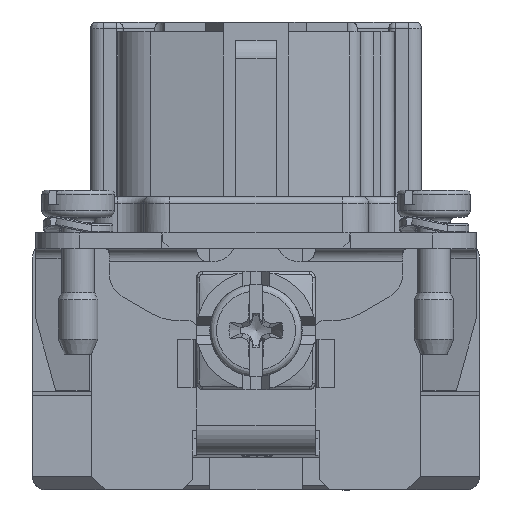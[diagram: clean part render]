
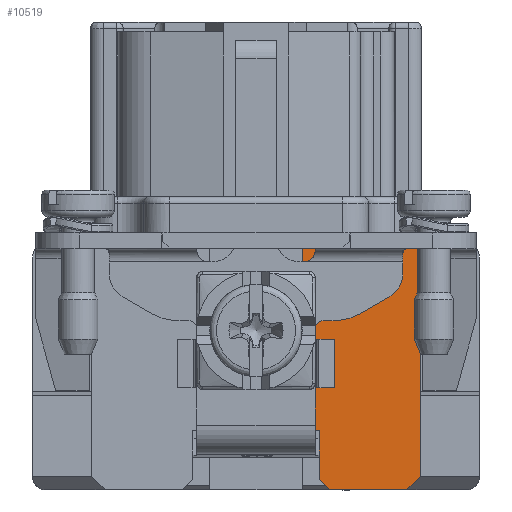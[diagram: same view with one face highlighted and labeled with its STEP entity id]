
A CAD part, left-side view. The second image highlights one B-rep face of the part: STEP entity #10519.
In plain terms, the highlighted planar face has unit normal (-1, 0, 0).
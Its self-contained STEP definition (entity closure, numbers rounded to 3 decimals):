
#4829=FACE_OUTER_BOUND('',#13380,.T.);
#5900=LINE('',#44071,#8109);
#6260=LINE('',#44933,#8469);
#6296=LINE('',#45617,#8505);
#6535=LINE('',#46354,#8744);
#6791=LINE('',#46946,#9000);
#6792=LINE('',#46948,#9001);
#6793=LINE('',#46950,#9002);
#6794=LINE('',#46952,#9003);
#6795=LINE('',#46953,#9004);
#6796=LINE('',#46955,#9005);
#8109=VECTOR('',#33899,1.);
#8469=VECTOR('',#34481,1.);
#8505=VECTOR('',#34589,1.);
#8744=VECTOR('',#35172,1.);
#9000=VECTOR('',#35682,1.);
#9001=VECTOR('',#35683,1.);
#9002=VECTOR('',#35684,1.);
#9003=VECTOR('',#35685,1.);
#9004=VECTOR('',#35686,1.);
#9005=VECTOR('',#35687,1.);
#10519=ADVANCED_FACE('',(#4829),#11904,.T.);
#11904=PLANE('',#32053);
#13380=EDGE_LOOP('',(#16443,#16444,#16445,#16446,#16447,#16448,#16449,#16450,
#16451,#16452));
#16443=ORIENTED_EDGE('',*,*,#25522,.F.);
#16444=ORIENTED_EDGE('',*,*,#24967,.T.);
#16445=ORIENTED_EDGE('',*,*,#26178,.F.);
#16446=ORIENTED_EDGE('',*,*,#26179,.F.);
#16447=ORIENTED_EDGE('',*,*,#26180,.F.);
#16448=ORIENTED_EDGE('',*,*,#26181,.F.);
#16449=ORIENTED_EDGE('',*,*,#25889,.F.);
#16450=ORIENTED_EDGE('',*,*,#26182,.T.);
#16451=ORIENTED_EDGE('',*,*,#26183,.T.);
#16452=ORIENTED_EDGE('',*,*,#25392,.F.);
#22404=VERTEX_POINT('',#44070);
#22405=VERTEX_POINT('',#44072);
#22791=VERTEX_POINT('',#44932);
#22792=VERTEX_POINT('',#44934);
#23244=VERTEX_POINT('',#46353);
#23245=VERTEX_POINT('',#46355);
#23434=VERTEX_POINT('',#46947);
#23435=VERTEX_POINT('',#46949);
#23436=VERTEX_POINT('',#46951);
#23437=VERTEX_POINT('',#46954);
#24967=EDGE_CURVE('',#22405,#22404,#5900,.T.);
#25392=EDGE_CURVE('',#22791,#22792,#6260,.T.);
#25522=EDGE_CURVE('',#22405,#22791,#6296,.T.);
#25889=EDGE_CURVE('',#23244,#23245,#6535,.T.);
#26178=EDGE_CURVE('',#23434,#22404,#6791,.T.);
#26179=EDGE_CURVE('',#23435,#23434,#6792,.T.);
#26180=EDGE_CURVE('',#23436,#23435,#6793,.T.);
#26181=EDGE_CURVE('',#23245,#23436,#6794,.T.);
#26182=EDGE_CURVE('',#23244,#23437,#6795,.T.);
#26183=EDGE_CURVE('',#23437,#22792,#6796,.T.);
#32053=AXIS2_PLACEMENT_3D('',#46956,#35688,#35689);
#33899=DIRECTION('',(0.,1.,0.));
#34481=DIRECTION('',(0.,-1.,0.));
#34589=DIRECTION('',(0.,0.,1.));
#35172=DIRECTION('',(0.,1.,0.));
#35682=DIRECTION('',(0.,0.,1.));
#35683=DIRECTION('',(0.,1.,0.));
#35684=DIRECTION('',(0.,0.,1.));
#35685=DIRECTION('',(0.,0.707,0.707));
#35686=DIRECTION('',(0.,-0.707,0.707));
#35687=DIRECTION('',(0.,0.,1.));
#35688=DIRECTION('',(-1.,0.,0.));
#35689=DIRECTION('',(0.,-1.,0.));
#44070=CARTESIAN_POINT('',(-31.625,-3.525,0.05));
#44071=CARTESIAN_POINT('',(-31.625,0.,0.05));
#44072=CARTESIAN_POINT('',(-31.625,-4.275,0.05));
#44932=CARTESIAN_POINT('',(-31.625,-4.275,1.2));
#44933=CARTESIAN_POINT('',(-31.625,-4.275,1.2));
#44934=CARTESIAN_POINT('',(-31.625,-12.45,1.2));
#45617=CARTESIAN_POINT('',(-31.625,-4.275,0.05));
#46353=CARTESIAN_POINT('',(-31.625,-11.45,-18.3));
#46354=CARTESIAN_POINT('',(-31.625,16.2,-18.3));
#46355=CARTESIAN_POINT('',(-31.625,-5.6,-18.3));
#46946=CARTESIAN_POINT('',(-31.625,-3.525,-18.4));
#46947=CARTESIAN_POINT('',(-31.625,-3.525,-13.8));
#46948=CARTESIAN_POINT('',(-31.625,-4.275,-13.8));
#46949=CARTESIAN_POINT('',(-31.625,-4.8,-13.8));
#46950=CARTESIAN_POINT('',(-31.625,-4.8,0.05));
#46951=CARTESIAN_POINT('',(-31.625,-4.8,-17.5));
#46952=CARTESIAN_POINT('',(-31.625,-4.8,-17.5));
#46953=CARTESIAN_POINT('',(-31.625,-17.038,-12.713));
#46954=CARTESIAN_POINT('',(-31.625,-12.45,-17.3));
#46955=CARTESIAN_POINT('',(-31.625,-12.45,-18.05));
#46956=CARTESIAN_POINT('',(-31.625,-4.275,0.05));
